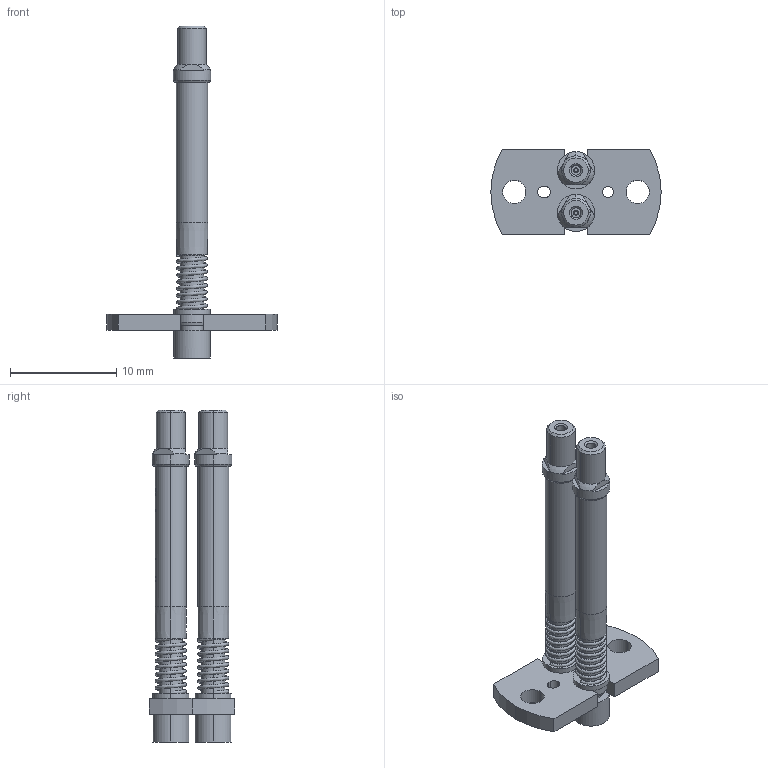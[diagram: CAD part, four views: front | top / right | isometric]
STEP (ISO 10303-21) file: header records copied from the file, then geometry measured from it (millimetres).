
FILE_DESCRIPTION (( 'STEP AP214' ), '1' );
FILE_NAME ('MOD-HF77-0001BG02-1~-a.STEP', '2021-02-25T07:33:37', ( 'firstrun' ), ( 'Hewlett-Packard Company' ), 'SwSTEP 2.0', 'SolidWorks 2020', '' );
FILE_SCHEMA (( 'AUTOMOTIVE_DESIGN' ));
Length unit declared in the file: millimetre
Products named in the file (1): MOD-HF77-0001BG02-1~-a
Bounding box: 16 x 8 x 31.2 mm (x, y, z)
Volume: 535.5 mm3; surface area: 1082.4 mm2
Topology: 1 solids, 1 shells, 303 faces, 759 edges, 484 vertices
Faces by surface type: plane 114, cylinder 90, bspline 55, cone 40, sphere 4
Entity records: 17813 total; most frequent: CARTESIAN_POINT 9644, ORIENTED_EDGE 1518, DIRECTION 1370, EDGE_CURVE 759, AXIS2_PLACEMENT_3D 539, VERTEX_POINT 484, EDGE_LOOP 345, FACE_OUTER_BOUND 303
